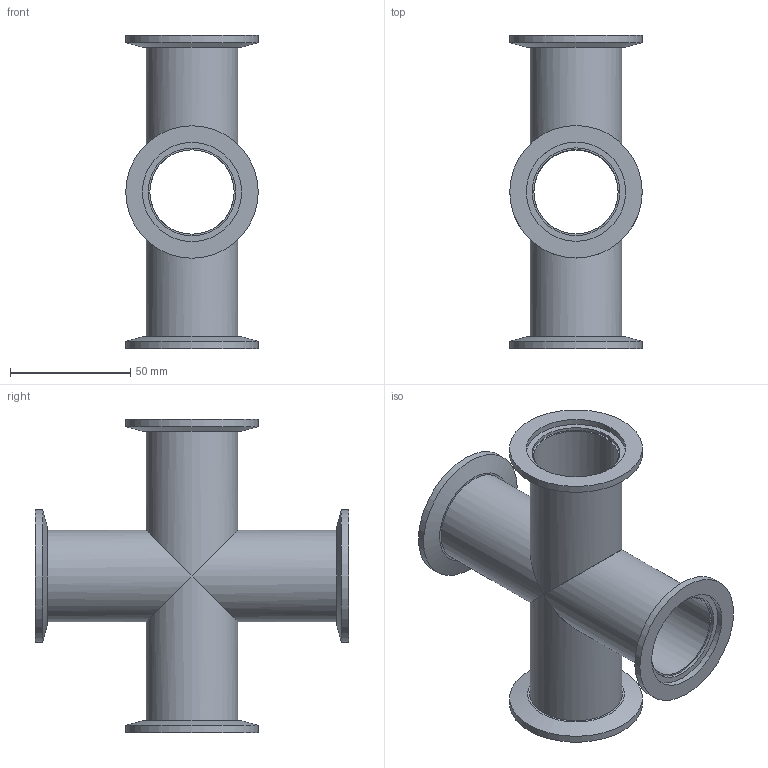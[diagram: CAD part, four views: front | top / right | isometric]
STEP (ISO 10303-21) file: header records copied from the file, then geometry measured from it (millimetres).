
FILE_DESCRIPTION(/* description */ (''),/* implementation_level */ '2;1');
FILE_NAME(/* name */ 'FL-4X40KF.stp',/* time_stamp */ '2019-01-25T15:33:53+00:00',/* author */ ('paul'),/* organization */ (''),/* preprocessor_version */ 'ST-DEVELOPER v17.2',/* originating_system */ 'Autodesk Inventor 2019',/* authorisation */ '');
FILE_SCHEMA (('AUTOMOTIVE_DESIGN { 1 0 10303 214 3 1 1 }'));
Length unit declared in the file: millimetre
Products named in the file (3): FL-4X25KF; Tube; FL-40KF-38W
Assembly tree (8 placements, depth 2):
  FL-4X25KF
    Tube  x4
    FL-40KF-38W  x4
Bounding box: 55 x 130 x 130 mm (x, y, z)
Volume: 53804.4 mm3; surface area: 62611.1 mm2
Topology: 8 solids, 8 shells, 56 faces, 132 edges, 96 vertices
Faces by surface type: plane 28, cylinder 24, cone 4
Full cylindrical faces by diameter (mm): 35 x4, 36.4 x4, 38.1 x4, 38.4 x4, 41.2 x4, 55 x4
Entity records: 590 total; most frequent: DIRECTION 107, CARTESIAN_POINT 82, ORIENTED_EDGE 66, AXIS2_PLACEMENT_3D 49, EDGE_CURVE 33, VERTEX_POINT 24, CIRCLE 20, EDGE_LOOP 19
